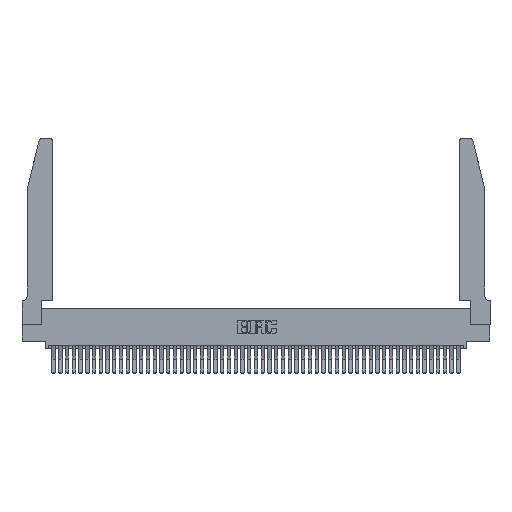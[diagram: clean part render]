
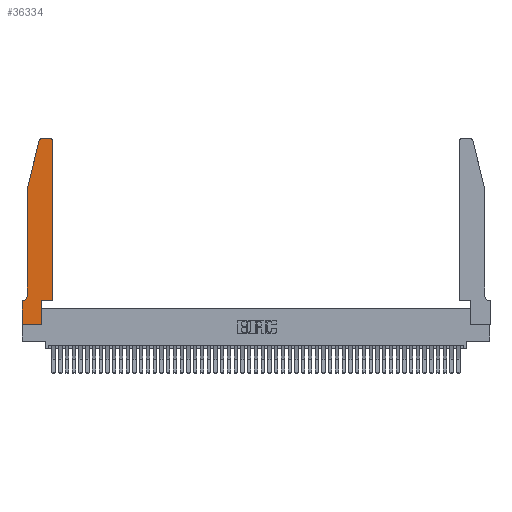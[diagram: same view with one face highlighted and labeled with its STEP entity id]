
A CAD part, top view. The second image highlights one B-rep face of the part: STEP entity #36334.
In plain terms, the highlighted planar face has unit normal (0, 0, 1).
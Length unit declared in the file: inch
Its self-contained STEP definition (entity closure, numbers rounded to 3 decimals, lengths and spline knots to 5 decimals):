
#405 = LINE ( 'NONE', #45919, #36245 ) ;
#531 = EDGE_CURVE ( 'NONE', #2575, #33183, #5197, .T. ) ;
#695 = LINE ( 'NONE', #43273, #40770 ) ;
#1054 = VERTEX_POINT ( 'NONE', #26274 ) ;
#1251 = VECTOR ( 'NONE', #50087, 39.37008 ) ;
#1295 = ORIENTED_EDGE ( 'NONE', *, *, #11202, .T. ) ;
#1504 = DIRECTION ( 'NONE',  ( 1., 0., 0. ) ) ;
#1683 = DIRECTION ( 'NONE',  ( 1., 0., 0. ) ) ;
#1854 = CARTESIAN_POINT ( 'NONE',  ( 0.2865, 0., 0.37 ) ) ;
#2006 = LINE ( 'NONE', #3357, #49975 ) ;
#2193 = DIRECTION ( 'NONE',  ( -0.239, -0.971, 0. ) ) ;
#2348 = EDGE_LOOP ( 'NONE', ( #47614, #9812, #50227, #6220, #30544, #45741, #2474, #5231, #1295, #29651, #47056, #37054 ) ) ;
#2474 = ORIENTED_EDGE ( 'NONE', *, *, #21603, .T. ) ;
#2575 = VERTEX_POINT ( 'NONE', #29960 ) ;
#3357 = CARTESIAN_POINT ( 'NONE',  ( 0.2605, 2.75, 0.37 ) ) ;
#4686 = CARTESIAN_POINT ( 'NONE',  ( 0.0055, 0.42, 0.37 ) ) ;
#4740 = DIRECTION ( 'NONE',  ( 1., 0., 0. ) ) ;
#5197 = CIRCLE ( 'NONE', #30570, 0.03 ) ;
#5231 = ORIENTED_EDGE ( 'NONE', *, *, #18920, .T. ) ;
#5430 = CARTESIAN_POINT ( 'NONE',  ( 0.4205, 2.72, 0.37 ) ) ;
#5440 = CARTESIAN_POINT ( 'NONE',  ( 0.2865, 0.35, 0.37 ) ) ;
#6220 = ORIENTED_EDGE ( 'NONE', *, *, #45459, .T. ) ;
#7647 = VECTOR ( 'NONE', #11659, 39.37008 ) ;
#8088 = LINE ( 'NONE', #8152, #34145 ) ;
#8152 = CARTESIAN_POINT ( 'NONE',  ( 0.0755, 2., 0.37 ) ) ;
#8774 = LINE ( 'NONE', #48881, #48834 ) ;
#8896 = VERTEX_POINT ( 'NONE', #1854 ) ;
#9703 = DIRECTION ( 'NONE',  ( 0., 0., 1. ) ) ;
#9812 = ORIENTED_EDGE ( 'NONE', *, *, #45606, .T. ) ;
#9927 = VERTEX_POINT ( 'NONE', #48839 ) ;
#11202 = EDGE_CURVE ( 'NONE', #8896, #9927, #15443, .T. ) ;
#11339 = EDGE_CURVE ( 'NONE', #23156, #33005, #8774, .T. ) ;
#11492 = EDGE_CURVE ( 'NONE', #33183, #32207, #2006, .T. ) ;
#11659 = DIRECTION ( 'NONE',  ( 1., 0., 0. ) ) ;
#13140 = EDGE_CURVE ( 'NONE', #29227, #29704, #16475, .T. ) ;
#13921 = VERTEX_POINT ( 'NONE', #14621 ) ;
#13971 = CARTESIAN_POINT ( 'NONE',  ( 0.25487, 2.72718, 0.37 ) ) ;
#14065 = CARTESIAN_POINT ( 'NONE',  ( 0.0755, 2., 0.37 ) ) ;
#14621 = CARTESIAN_POINT ( 'NONE',  ( 0.0755, 0.42, 0.37 ) ) ;
#15443 = LINE ( 'NONE', #5440, #25226 ) ;
#16475 = LINE ( 'NONE', #39315, #1251 ) ;
#16825 = CARTESIAN_POINT ( 'NONE',  ( 0.284, 2.75, 0.37 ) ) ;
#17025 = CIRCLE ( 'NONE', #24052, 0.07 ) ;
#18920 = EDGE_CURVE ( 'NONE', #1054, #8896, #695, .T. ) ;
#19237 = AXIS2_PLACEMENT_3D ( 'NONE', #28358, #9703, #1504 ) ;
#19851 = DIRECTION ( 'NONE',  ( 0., 0., 1. ) ) ;
#21343 = AXIS2_PLACEMENT_3D ( 'NONE', #35756, #19851, #38960 ) ;
#21603 = EDGE_CURVE ( 'NONE', #29704, #1054, #405, .T. ) ;
#22377 = DIRECTION ( 'NONE',  ( 0., 1., 0. ) ) ;
#22684 = CARTESIAN_POINT ( 'NONE',  ( 0.4505, 0.35, 0.37 ) ) ;
#22752 = FACE_OUTER_BOUND ( 'NONE', #2348, .T. ) ;
#23156 = VERTEX_POINT ( 'NONE', #13971 ) ;
#24052 = AXIS2_PLACEMENT_3D ( 'NONE', #4686, #38784, #35038 ) ;
#25226 = VECTOR ( 'NONE', #48058, 39.37008 ) ;
#26274 = CARTESIAN_POINT ( 'NONE',  ( 0., 0., 0.37 ) ) ;
#28358 = CARTESIAN_POINT ( 'NONE',  ( 0.284, 2.72, 0.37 ) ) ;
#28546 = CARTESIAN_POINT ( 'NONE',  ( 0., 0.35, 0.37 ) ) ;
#29227 = VERTEX_POINT ( 'NONE', #34126 ) ;
#29651 = ORIENTED_EDGE ( 'NONE', *, *, #43808, .T. ) ;
#29704 = VERTEX_POINT ( 'NONE', #28546 ) ;
#29960 = CARTESIAN_POINT ( 'NONE',  ( 0.4505, 2.72, 0.37 ) ) ;
#30534 = DIRECTION ( 'NONE',  ( -1., 0., 0. ) ) ;
#30544 = ORIENTED_EDGE ( 'NONE', *, *, #47025, .T. ) ;
#30570 = AXIS2_PLACEMENT_3D ( 'NONE', #5430, #44312, #1683 ) ;
#30678 = VERTEX_POINT ( 'NONE', #22684 ) ;
#31564 = DIRECTION ( 'NONE',  ( 0., -1., 0. ) ) ;
#32207 = VERTEX_POINT ( 'NONE', #16825 ) ;
#32513 = LINE ( 'NONE', #42505, #7647 ) ;
#33005 = VERTEX_POINT ( 'NONE', #14065 ) ;
#33183 = VERTEX_POINT ( 'NONE', #34005 ) ;
#34005 = CARTESIAN_POINT ( 'NONE',  ( 0.4205, 2.75, 0.37 ) ) ;
#34126 = CARTESIAN_POINT ( 'NONE',  ( 0.0055, 0.35, 0.37 ) ) ;
#34145 = VECTOR ( 'NONE', #31564, 39.37008 ) ;
#34905 = EDGE_CURVE ( 'NONE', #30678, #2575, #35588, .T. ) ;
#35038 = DIRECTION ( 'NONE',  ( -1., 0., 0. ) ) ;
#35588 = LINE ( 'NONE', #49810, #45342 ) ;
#35756 = CARTESIAN_POINT ( 'NONE',  ( 0., 0.35, 0.37 ) ) ;
#36245 = VECTOR ( 'NONE', #41493, 39.37008 ) ;
#36334 = ADVANCED_FACE ( 'NONE', ( #22752 ), #47181, .T. ) ;
#37054 = ORIENTED_EDGE ( 'NONE', *, *, #531, .T. ) ;
#38784 = DIRECTION ( 'NONE',  ( 0., 0., -1. ) ) ;
#38960 = DIRECTION ( 'NONE',  ( 1., 0., 0. ) ) ;
#39315 = CARTESIAN_POINT ( 'NONE',  ( 0.0755, 0.35, 0.37 ) ) ;
#40770 = VECTOR ( 'NONE', #4740, 39.37008 ) ;
#41493 = DIRECTION ( 'NONE',  ( 0., -1., 0. ) ) ;
#42505 = CARTESIAN_POINT ( 'NONE',  ( 0.4505, 0.35, 0.37 ) ) ;
#43273 = CARTESIAN_POINT ( 'NONE',  ( 0., 0., 0.37 ) ) ;
#43808 = EDGE_CURVE ( 'NONE', #9927, #30678, #32513, .T. ) ;
#44312 = DIRECTION ( 'NONE',  ( 0., 0., 1. ) ) ;
#45342 = VECTOR ( 'NONE', #22377, 39.37008 ) ;
#45459 = EDGE_CURVE ( 'NONE', #33005, #13921, #8088, .T. ) ;
#45606 = EDGE_CURVE ( 'NONE', #32207, #23156, #47555, .T. ) ;
#45741 = ORIENTED_EDGE ( 'NONE', *, *, #13140, .T. ) ;
#45919 = CARTESIAN_POINT ( 'NONE',  ( 0., 0., 0.37 ) ) ;
#47025 = EDGE_CURVE ( 'NONE', #13921, #29227, #17025, .T. ) ;
#47056 = ORIENTED_EDGE ( 'NONE', *, *, #34905, .T. ) ;
#47181 = PLANE ( 'NONE',  #21343 ) ;
#47555 = CIRCLE ( 'NONE', #19237, 0.03 ) ;
#47614 = ORIENTED_EDGE ( 'NONE', *, *, #11492, .T. ) ;
#48058 = DIRECTION ( 'NONE',  ( 0., 1., 0. ) ) ;
#48834 = VECTOR ( 'NONE', #2193, 39.37008 ) ;
#48839 = CARTESIAN_POINT ( 'NONE',  ( 0.2865, 0.35, 0.37 ) ) ;
#48881 = CARTESIAN_POINT ( 'NONE',  ( 0.0755, 2., 0.37 ) ) ;
#49810 = CARTESIAN_POINT ( 'NONE',  ( 0.4505, 0.35, 0.37 ) ) ;
#49975 = VECTOR ( 'NONE', #30534, 39.37008 ) ;
#50087 = DIRECTION ( 'NONE',  ( -1., 0., 0. ) ) ;
#50227 = ORIENTED_EDGE ( 'NONE', *, *, #11339, .T. ) ;
